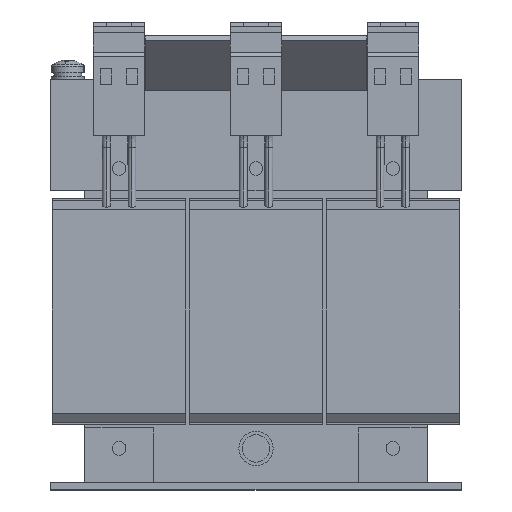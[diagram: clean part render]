
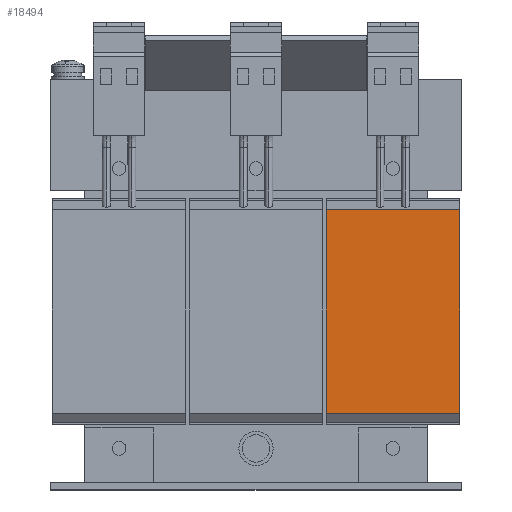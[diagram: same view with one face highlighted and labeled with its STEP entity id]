
A CAD part, top view. The second image highlights one B-rep face of the part: STEP entity #18494.
In plain terms, the highlighted planar face has unit normal (0, 0, 1).
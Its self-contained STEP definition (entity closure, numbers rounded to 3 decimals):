
#95 = FACE_OUTER_BOUND ( 'NONE', #10307, .T. ) ;
#667 = CARTESIAN_POINT ( 'NONE',  ( 20.5, -30.6, 22.9 ) ) ;
#1379 = LINE ( 'NONE', #5703, #18641 ) ;
#1562 = CARTESIAN_POINT ( 'NONE',  ( 59.5, 28.8, 22.9 ) ) ;
#1986 = VERTEX_POINT ( 'NONE', #16338 ) ;
#2364 = ORIENTED_EDGE ( 'NONE', *, *, #17670, .F. ) ;
#3143 = EDGE_CURVE ( 'NONE', #1986, #4776, #10558, .T. ) ;
#3420 = CARTESIAN_POINT ( 'NONE',  ( 20.5, 28.8, 22.9 ) ) ;
#4264 = LINE ( 'NONE', #18976, #17150 ) ;
#4505 = DIRECTION ( 'NONE',  ( 0., 0., -1. ) ) ;
#4776 = VERTEX_POINT ( 'NONE', #3420 ) ;
#5548 = VERTEX_POINT ( 'NONE', #1562 ) ;
#5703 = CARTESIAN_POINT ( 'NONE',  ( 20.5, 28.8, 22.9 ) ) ;
#5798 = DIRECTION ( 'NONE',  ( 0., 1., 0. ) ) ;
#5970 = VERTEX_POINT ( 'NONE', #6157 ) ;
#6157 = CARTESIAN_POINT ( 'NONE',  ( 59.5, -30.6, 22.9 ) ) ;
#6865 = DIRECTION ( 'NONE',  ( 1., 0., 0. ) ) ;
#7297 = AXIS2_PLACEMENT_3D ( 'NONE', #8659, #4505, #8840 ) ;
#7712 = EDGE_CURVE ( 'NONE', #1986, #5970, #13839, .T. ) ;
#8081 = ORIENTED_EDGE ( 'NONE', *, *, #17584, .T. ) ;
#8659 = CARTESIAN_POINT ( 'NONE',  ( 20.5, 28.8, 22.9 ) ) ;
#8840 = DIRECTION ( 'NONE',  ( -1., 0., 0. ) ) ;
#10307 = EDGE_LOOP ( 'NONE', ( #8081, #2364, #13267, #16646 ) ) ;
#10558 = LINE ( 'NONE', #16526, #18130 ) ;
#11721 = PLANE ( 'NONE',  #7297 ) ;
#13267 = ORIENTED_EDGE ( 'NONE', *, *, #3143, .F. ) ;
#13839 = LINE ( 'NONE', #667, #16140 ) ;
#14802 = DIRECTION ( 'NONE',  ( 0., 1., 0. ) ) ;
#16140 = VECTOR ( 'NONE', #18351, 1000. ) ;
#16338 = CARTESIAN_POINT ( 'NONE',  ( 20.5, -30.6, 22.9 ) ) ;
#16526 = CARTESIAN_POINT ( 'NONE',  ( 20.5, 28.8, 22.9 ) ) ;
#16646 = ORIENTED_EDGE ( 'NONE', *, *, #7712, .T. ) ;
#17150 = VECTOR ( 'NONE', #5798, 1000. ) ;
#17584 = EDGE_CURVE ( 'NONE', #5970, #5548, #4264, .T. ) ;
#17670 = EDGE_CURVE ( 'NONE', #4776, #5548, #1379, .T. ) ;
#18130 = VECTOR ( 'NONE', #14802, 1000. ) ;
#18351 = DIRECTION ( 'NONE',  ( 1., 0., 0. ) ) ;
#18494 = ADVANCED_FACE ( 'NONE', ( #95 ), #11721, .F. ) ;
#18641 = VECTOR ( 'NONE', #6865, 1000. ) ;
#18976 = CARTESIAN_POINT ( 'NONE',  ( 59.5, 28.8, 22.9 ) ) ;
